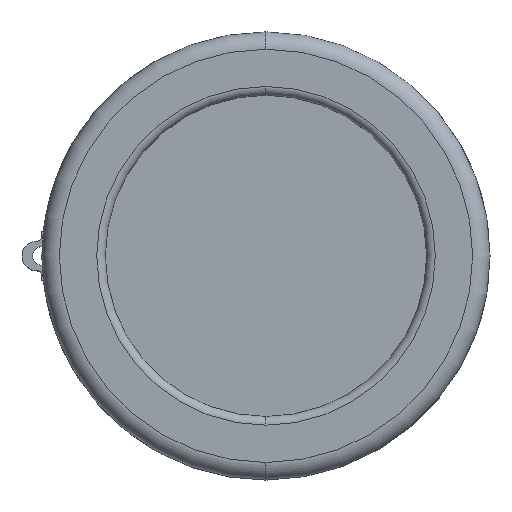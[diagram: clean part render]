
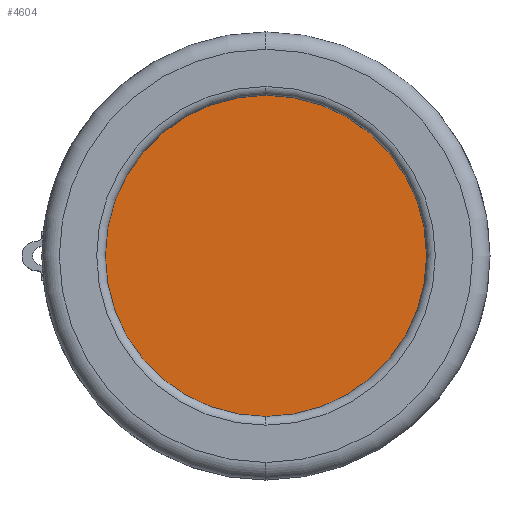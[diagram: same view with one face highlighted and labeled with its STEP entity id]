
A CAD part, top view. The second image highlights one B-rep face of the part: STEP entity #4604.
In plain terms, the highlighted planar face has unit normal (0, 0, 1).
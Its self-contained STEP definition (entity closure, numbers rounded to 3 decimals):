
#1283=CARTESIAN_POINT('',(0.,0.,-1.));
#1284=DIRECTION('',(0.,0.,1.));
#1285=DIRECTION('',(0.,1.,0.));
#1286=AXIS2_PLACEMENT_3D('',#1283,#1284,#1285);
#1288=CARTESIAN_POINT('',(0.,0.,-1.));
#1289=DIRECTION('',(0.,0.,-1.));
#1290=DIRECTION('',(0.,1.,0.));
#1291=AXIS2_PLACEMENT_3D('',#1288,#1289,#1290);
#2557=CARTESIAN_POINT('',(0.,9.25,-1.));
#2558=CARTESIAN_POINT('',(0.,-9.25,-1.));
#2559=VERTEX_POINT('',#2557);
#2560=VERTEX_POINT('',#2558);
#4595=CARTESIAN_POINT('',(0.,0.,-1.));
#4596=DIRECTION('',(0.,0.,-1.));
#4597=DIRECTION('',(0.,-1.,0.));
#4598=AXIS2_PLACEMENT_3D('',#4595,#4596,#4597);
#4599=PLANE('',#4598);
#4600=ORIENTED_EDGE('',*,*,#4562,.F.);
#4601=ORIENTED_EDGE('',*,*,#4577,.T.);
#4602=EDGE_LOOP('',(#4600,#4601));
#4603=FACE_OUTER_BOUND('',#4602,.F.);
#1287=CIRCLE('',#1286,9.25);
#1292=CIRCLE('',#1291,9.25);
#4562=EDGE_CURVE('',#2559,#2560,#1287,.T.);
#4577=EDGE_CURVE('',#2559,#2560,#1292,.T.);
#4604=ADVANCED_FACE('',(#4603),#4599,.F.);
